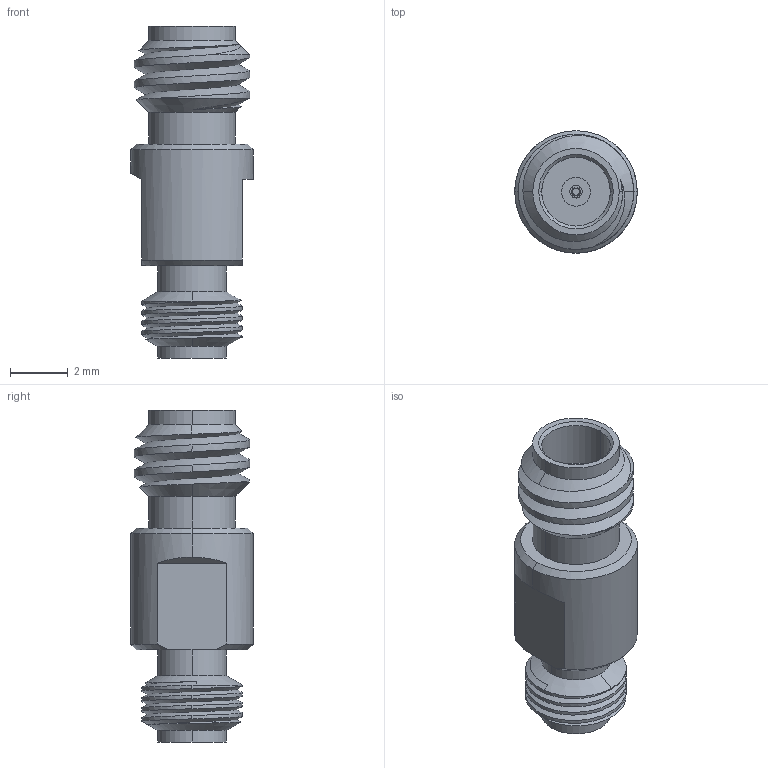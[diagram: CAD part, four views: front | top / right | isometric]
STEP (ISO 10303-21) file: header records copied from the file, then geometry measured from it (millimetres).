
FILE_DESCRIPTION (( 'STEP AP214' ), '1' );
FILE_NAME ('CT-1F08F-LN1.STEP', '2024-11-18T22:33:35', ( '' ), ( '' ), 'SwSTEP 2.0', 'SolidWorks 2021', '' );
FILE_SCHEMA (( 'AUTOMOTIVE_DESIGN' ));
Length unit declared in the file: millimetre
Products named in the file (1): CT-1F08F-LN1
Bounding box: 4.25 x 4.25 x 11.52 mm (x, y, z)
Volume: 101 mm3; surface area: 247.6 mm2
Topology: 1 solids, 1 shells, 101 faces, 257 edges, 167 vertices
Faces by surface type: cylinder 43, plane 31, cone 23, bspline 4
Entity records: 4335 total; most frequent: CARTESIAN_POINT 1928, ORIENTED_EDGE 514, DIRECTION 494, EDGE_CURVE 257, AXIS2_PLACEMENT_3D 198, VERTEX_POINT 167, EDGE_LOOP 110, FACE_OUTER_BOUND 101
